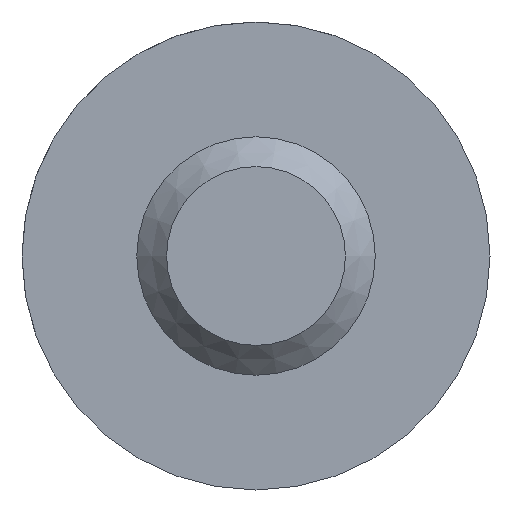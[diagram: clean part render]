
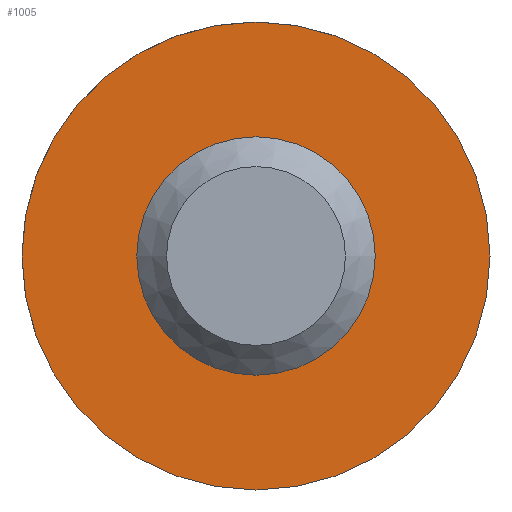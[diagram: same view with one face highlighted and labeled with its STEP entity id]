
A CAD part, front view. The second image highlights one B-rep face of the part: STEP entity #1005.
In plain terms, the highlighted planar face has unit normal (0, -1, 0).
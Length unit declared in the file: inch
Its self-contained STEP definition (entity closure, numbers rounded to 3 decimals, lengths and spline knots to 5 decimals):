
#107=CARTESIAN_POINT('',(0.095,0.0,0.0));
#108=VERTEX_POINT('',#107);
#109=CARTESIAN_POINT('',(0.0,0.0,0.0));
#110=DIRECTION('',(0.0,-1.0,0.0));
#111=DIRECTION('',(1.0,0.0,0.0));
#112=AXIS2_PLACEMENT_3D('',#109,#110,#111);
#113=CIRCLE('',#112,0.095);
#114=EDGE_CURVE('',#108,#108,#113,.T.);
#979=CARTESIAN_POINT('',(0.1865,0.,0.0));
#980=VERTEX_POINT('',#979);
#981=CARTESIAN_POINT('',(0.0,0.,0.0));
#982=DIRECTION('',(0.0,-1.0,0.0));
#983=DIRECTION('',(1.0,0.0,0.0));
#984=AXIS2_PLACEMENT_3D('',#981,#982,#983);
#985=CIRCLE('',#984,0.1865);
#986=EDGE_CURVE('',#980,#980,#985,.T.);
#994=CARTESIAN_POINT('',(0.14075,0.,0.0));
#995=DIRECTION('',(0.0,-1.0,0.0));
#996=DIRECTION('',(0.0,0.0,-1.0));
#997=AXIS2_PLACEMENT_3D('',#994,#995,#996);
#998=PLANE('',#997);
#999=ORIENTED_EDGE('',*,*,#986,.T.);
#1000=EDGE_LOOP('',(#999));
#1001=FACE_OUTER_BOUND('',#1000,.T.);
#1002=ORIENTED_EDGE('',*,*,#114,.F.);
#1003=EDGE_LOOP('',(#1002));
#1004=FACE_BOUND('',#1003,.T.);
#1005=ADVANCED_FACE('',(#1001,#1004),#998,.T.);
